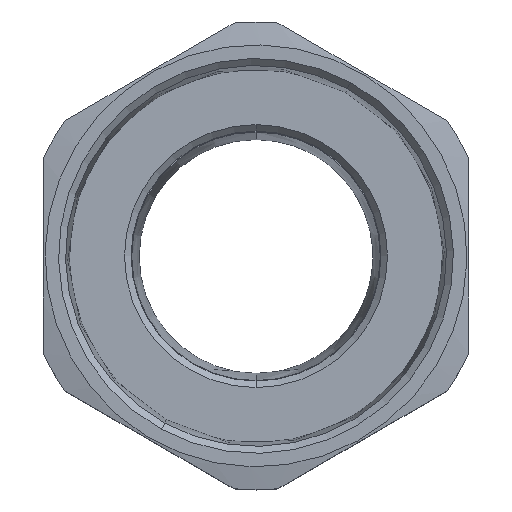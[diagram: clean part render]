
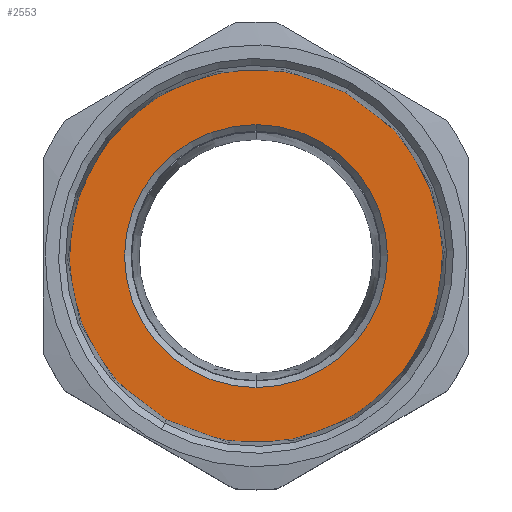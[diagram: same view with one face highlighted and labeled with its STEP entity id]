
A CAD part, top view. The second image highlights one B-rep face of the part: STEP entity #2553.
In plain terms, the highlighted planar face has unit normal (0, 0, 1).
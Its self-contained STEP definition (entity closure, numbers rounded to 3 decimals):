
#2515=AXIS2_PLACEMENT_3D('Plane Axis2P3D',#2512,#2513,#2514) ;
#2519=AXIS2_PLACEMENT_3D('Circle Axis2P3D',#2517,#2518,$) ;
#2528=AXIS2_PLACEMENT_3D('Circle Axis2P3D',#2526,#2527,$) ;
#2537=AXIS2_PLACEMENT_3D('Circle Axis2P3D',#2535,#2536,$) ;
#2546=AXIS2_PLACEMENT_3D('Circle Axis2P3D',#2544,#2545,$) ;
#2512=CARTESIAN_POINT('Axis2P3D Location',(32.5,35.75,56.25)) ;
#2517=CARTESIAN_POINT('Axis2P3D Location',(32.5,35.75,56.25)) ;
#2521=CARTESIAN_POINT('Vertex',(18.823,10.714,56.25)) ;
#2523=CARTESIAN_POINT('Vertex',(46.177,60.786,56.25)) ;
#2526=CARTESIAN_POINT('Axis2P3D Location',(32.5,35.75,56.25)) ;
#2535=CARTESIAN_POINT('Axis2P3D Location',(32.5,35.75,56.25)) ;
#2539=CARTESIAN_POINT('Vertex',(32.5,55.85,56.25)) ;
#2541=CARTESIAN_POINT('Vertex',(32.5,15.65,56.25)) ;
#2544=CARTESIAN_POINT('Axis2P3D Location',(32.5,35.75,56.25)) ;
#2513=DIRECTION('Axis2P3D Direction',(0.,0.,-1.)) ;
#2514=DIRECTION('Axis2P3D XDirection',(0.,1.,0.)) ;
#2518=DIRECTION('Axis2P3D Direction',(0.,0.,-1.)) ;
#2527=DIRECTION('Axis2P3D Direction',(0.,0.,-1.)) ;
#2536=DIRECTION('Axis2P3D Direction',(0.,0.,-1.)) ;
#2545=DIRECTION('Axis2P3D Direction',(0.,0.,-1.)) ;
#2532=ORIENTED_EDGE('',*,*,#2525,.F.) ;
#2533=ORIENTED_EDGE('',*,*,#2530,.F.) ;
#2550=ORIENTED_EDGE('',*,*,#2543,.T.) ;
#2551=ORIENTED_EDGE('',*,*,#2548,.T.) ;
#2552=FACE_BOUND('',#2549,.T.) ;
#2553=ADVANCED_FACE('Part1.1\\Koerper.2',(#2534,#2552),#2516,.F.) ;
#2520=CIRCLE('generated circle',#2519,28.528) ;
#2529=CIRCLE('generated circle',#2528,28.528) ;
#2538=CIRCLE('generated circle',#2537,20.1) ;
#2547=CIRCLE('generated circle',#2546,20.1) ;
#2525=EDGE_CURVE('',#2522,#2524,#2520,.T.) ;
#2530=EDGE_CURVE('',#2524,#2522,#2529,.T.) ;
#2543=EDGE_CURVE('',#2540,#2542,#2538,.T.) ;
#2548=EDGE_CURVE('',#2542,#2540,#2547,.T.) ;
#2531=EDGE_LOOP('',(#2532,#2533)) ;
#2549=EDGE_LOOP('',(#2550,#2551)) ;
#2534=FACE_OUTER_BOUND('',#2531,.T.) ;
#2516=PLANE('',#2515) ;
#2522=VERTEX_POINT('',#2521) ;
#2524=VERTEX_POINT('',#2523) ;
#2540=VERTEX_POINT('',#2539) ;
#2542=VERTEX_POINT('',#2541) ;
